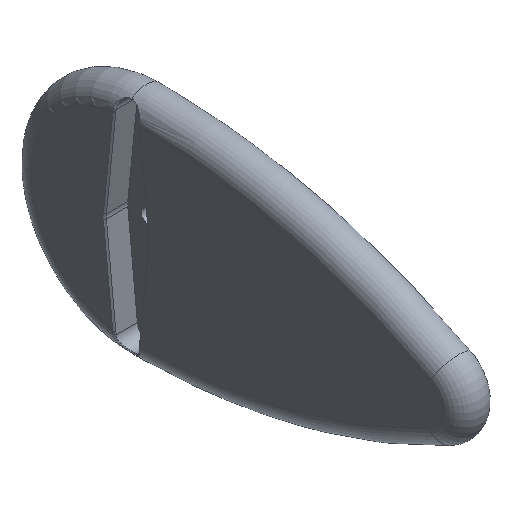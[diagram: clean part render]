
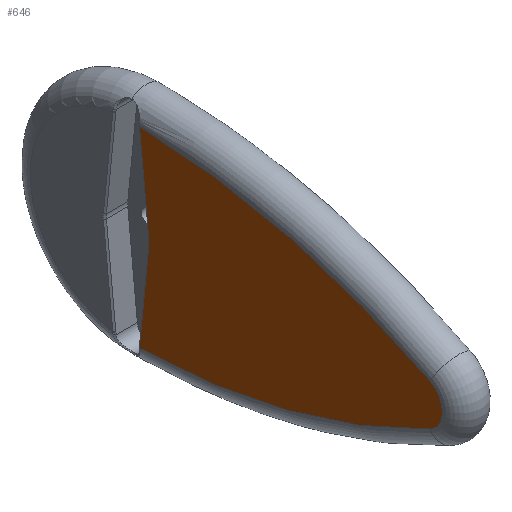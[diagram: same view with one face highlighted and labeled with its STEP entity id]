
A CAD part, isometric view. The second image highlights one B-rep face of the part: STEP entity #646.
In plain terms, the highlighted planar face has unit normal (-1, 0, 0).
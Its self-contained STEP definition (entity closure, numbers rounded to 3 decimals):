
#29=CIRCLE('',#679,3.75);
#35=CIRCLE('',#694,106.75);
#36=CIRCLE('',#695,3.867);
#37=CIRCLE('',#696,106.75);
#66=PLANE('',#693);
#95=FACE_OUTER_BOUND('',#134,.T.);
#134=EDGE_LOOP('',(#517,#518,#519,#520,#521,#522));
#160=LINE('',#1071,#197);
#163=LINE('',#1082,#200);
#197=VECTOR('',#742,10.);
#200=VECTOR('',#753,10.);
#272=VERTEX_POINT('',#1064);
#275=VERTEX_POINT('',#1069);
#277=VERTEX_POINT('',#1074);
#279=VERTEX_POINT('',#1080);
#305=VERTEX_POINT('',#1411);
#306=VERTEX_POINT('',#1413);
#339=EDGE_CURVE('',#275,#272,#160,.T.);
#341=EDGE_CURVE('',#277,#275,#29,.T.);
#344=EDGE_CURVE('',#279,#277,#163,.T.);
#388=EDGE_CURVE('',#305,#279,#35,.T.);
#389=EDGE_CURVE('',#306,#305,#36,.T.);
#390=EDGE_CURVE('',#272,#306,#37,.T.);
#517=ORIENTED_EDGE('',*,*,#339,.F.);
#518=ORIENTED_EDGE('',*,*,#341,.F.);
#519=ORIENTED_EDGE('',*,*,#344,.F.);
#520=ORIENTED_EDGE('',*,*,#388,.F.);
#521=ORIENTED_EDGE('',*,*,#389,.F.);
#522=ORIENTED_EDGE('',*,*,#390,.F.);
#646=ADVANCED_FACE('',(#95),#66,.F.);
#679=AXIS2_PLACEMENT_3D('',#1076,#746,#747);
#693=AXIS2_PLACEMENT_3D('',#1410,#795,#796);
#694=AXIS2_PLACEMENT_3D('',#1412,#797,#798);
#695=AXIS2_PLACEMENT_3D('',#1414,#799,#800);
#696=AXIS2_PLACEMENT_3D('',#1415,#801,#802);
#742=DIRECTION('',(0.,0.101,0.995));
#746=DIRECTION('center_axis',(-1.,0.,0.));
#747=DIRECTION('ref_axis',(0.,0.,-1.));
#753=DIRECTION('',(0.,-0.101,0.995));
#795=DIRECTION('center_axis',(1.,0.,0.));
#796=DIRECTION('ref_axis',(0.,0.,-1.));
#797=DIRECTION('center_axis',(1.,0.,0.));
#798=DIRECTION('ref_axis',(0.,-0.24,-0.971));
#799=DIRECTION('center_axis',(1.,0.,0.));
#800=DIRECTION('ref_axis',(0.,-1.,0.));
#801=DIRECTION('center_axis',(1.,0.,0.));
#802=DIRECTION('ref_axis',(0.,-0.24,0.971));
#1064=CARTESIAN_POINT('',(0.,-2.179,15.728));
#1069=CARTESIAN_POINT('',(0.,-3.731,0.377));
#1071=CARTESIAN_POINT('',(0.,-3.031,7.297));
#1074=CARTESIAN_POINT('',(0.,-3.731,-0.377));
#1076=CARTESIAN_POINT('Origin',(0.,0.,0.));
#1080=CARTESIAN_POINT('',(0.,-2.179,-15.728));
#1082=CARTESIAN_POINT('',(0.,-3.822,0.526));
#1410=CARTESIAN_POINT('Origin',(0.,-18.058,0.));
#1411=CARTESIAN_POINT('',(0.,-49.804,-3.42));
#1412=CARTESIAN_POINT('Origin',(0.,0.,91.));
#1413=CARTESIAN_POINT('',(0.,-49.804,3.42));
#1414=CARTESIAN_POINT('Origin',(0.,-48.,0.));
#1415=CARTESIAN_POINT('Origin',(0.,0.,-91.));
